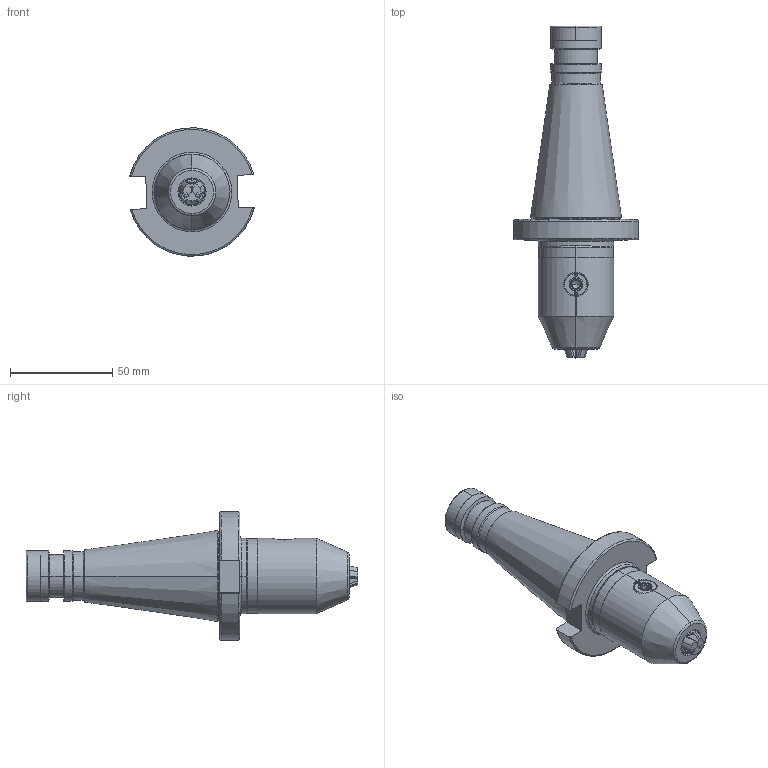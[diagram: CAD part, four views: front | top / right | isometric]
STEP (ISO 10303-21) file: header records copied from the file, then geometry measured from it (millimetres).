
FILE_DESCRIPTION (( 'STEP AP203' ), '1' );
FILE_NAME ('401.15.08-BC4909.STEP', '2017-04-10T10:12:06', ( '' ), ( '' ), 'SwSTEP 2.0', 'SolidWorks 2013', '' );
FILE_SCHEMA (( 'CONFIG_CONTROL_DESIGN' ));
Length unit declared in the file: millimetre
Products named in the file (14): 1331201-05B; 401.15.08-BC4909; 1331201-06C; 1331201-08C; 12201-10305F; SAC0003; 1331201-01E; KR02-9106; 1331201-0200E; 1332201F--; 1331201-03B; C4909-A01_車工圖; 1331201-04E; C4902-02B
Assembly tree (15 placements, depth 3):
  401.15.08-BC4909
    1332201F--
      1331201-01E
      1331201-0200E
      1331201-03B
      1331201-04E
      1331201-05B
      1331201-06C
      1331201-08C
      12201-10305F  x3
      SAC0003
      KR02-9106
    C4909-A01_車工圖
    C4902-02B
Bounding box: 61.08 x 162.71 x 62.82 mm (x, y, z)
Volume: 136938.4 mm3; surface area: 49230.6 mm2
Topology: 14 solids, 14 shells, 613 faces, 1504 edges, 929 vertices
Faces by surface type: plane 203, cylinder 153, cone 149, torus 97, bspline 11
Entity records: 21948 total; most frequent: CARTESIAN_POINT 7338, DIRECTION 2844, ORIENTED_EDGE 2712, EDGE_CURVE 1356, AXIS2_PLACEMENT_3D 1170, VERTEX_POINT 839, EDGE_LOOP 609, CIRCLE 601
